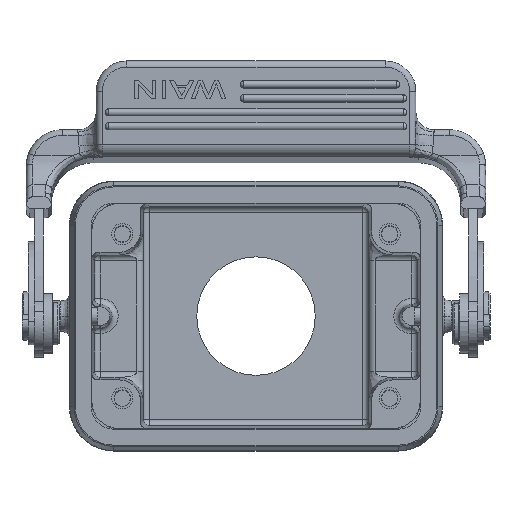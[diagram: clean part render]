
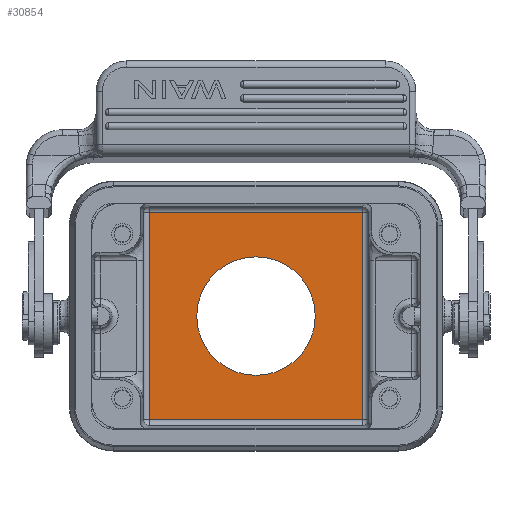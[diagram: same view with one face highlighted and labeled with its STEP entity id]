
A CAD part, front view. The second image highlights one B-rep face of the part: STEP entity #30854.
In plain terms, the highlighted planar face has unit normal (0, -1, 0).
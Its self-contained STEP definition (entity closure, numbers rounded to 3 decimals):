
#6390=CARTESIAN_POINT('',(0.,37.,0.));
#6391=DIRECTION('',(0.,-1.,0.));
#6392=DIRECTION('',(0.,0.,-1.));
#6393=AXIS2_PLACEMENT_3D('',#6390,#6391,#6392);
#6398=CARTESIAN_POINT('',(0.,37.,0.));
#6399=DIRECTION('',(0.,-1.,0.));
#6400=DIRECTION('',(0.,0.,1.));
#6401=AXIS2_PLACEMENT_3D('',#6398,#6399,#6400);
#6406=DIRECTION('',(1.,0.,0.));
#6407=VECTOR('',#6406,35.064);
#6408=CARTESIAN_POINT('',(-17.532,37.,-17.032));
#6409=LINE('',#6408,#6407);
#7330=DIRECTION('',(-1.,0.,0.));
#7331=VECTOR('',#7330,35.064);
#7332=CARTESIAN_POINT('',(17.532,37.,17.032));
#7333=LINE('',#7332,#7331);
#7368=DIRECTION('',(0.,0.,1.));
#7369=VECTOR('',#7368,34.064);
#7370=CARTESIAN_POINT('',(17.532,37.,-17.032));
#7371=LINE('',#7370,#7369);
#7382=DIRECTION('',(0.,0.,-1.));
#7383=VECTOR('',#7382,34.064);
#7384=CARTESIAN_POINT('',(-17.532,37.,17.032));
#7385=LINE('',#7384,#7383);
#22689=CARTESIAN_POINT('',(0.,37.,-9.75));
#22690=CARTESIAN_POINT('',(0.,37.,9.75));
#22691=VERTEX_POINT('',#22689);
#22692=VERTEX_POINT('',#22690);
#22693=CARTESIAN_POINT('',(-17.532,37.,-17.032));
#22694=CARTESIAN_POINT('',(17.532,37.,-17.032));
#22695=VERTEX_POINT('',#22693);
#22696=VERTEX_POINT('',#22694);
#22697=CARTESIAN_POINT('',(-17.532,37.,17.032));
#22698=VERTEX_POINT('',#22697);
#22699=CARTESIAN_POINT('',(17.532,37.,17.032));
#22700=VERTEX_POINT('',#22699);
#30834=CARTESIAN_POINT('',(0.,37.,0.));
#30835=DIRECTION('',(0.,-1.,0.));
#30836=DIRECTION('',(1.,0.,0.));
#30837=AXIS2_PLACEMENT_3D('',#30834,#30835,#30836);
#30838=PLANE('',#30837);
#30840=ORIENTED_EDGE('',*,*,#30839,.F.);
#30842=ORIENTED_EDGE('',*,*,#30841,.F.);
#30844=ORIENTED_EDGE('',*,*,#30843,.F.);
#30846=ORIENTED_EDGE('',*,*,#30845,.F.);
#30847=EDGE_LOOP('',(#30840,#30842,#30844,#30846));
#30848=FACE_OUTER_BOUND('',#30847,.F.);
#30849=ORIENTED_EDGE('',*,*,#30824,.T.);
#30851=ORIENTED_EDGE('',*,*,#30850,.T.);
#30852=EDGE_LOOP('',(#30849,#30851));
#30853=FACE_BOUND('',#30852,.F.);
#30854=ADVANCED_FACE('',(#30848,#30853),#30838,.T.);
#6394=CIRCLE('',#6393,9.75);
#6402=CIRCLE('',#6401,9.75);
#30824=EDGE_CURVE('',#22691,#22692,#6394,.T.);
#30839=EDGE_CURVE('',#22695,#22696,#6409,.T.);
#30841=EDGE_CURVE('',#22698,#22695,#7385,.T.);
#30843=EDGE_CURVE('',#22700,#22698,#7333,.T.);
#30845=EDGE_CURVE('',#22696,#22700,#7371,.T.);
#30850=EDGE_CURVE('',#22692,#22691,#6402,.T.);
